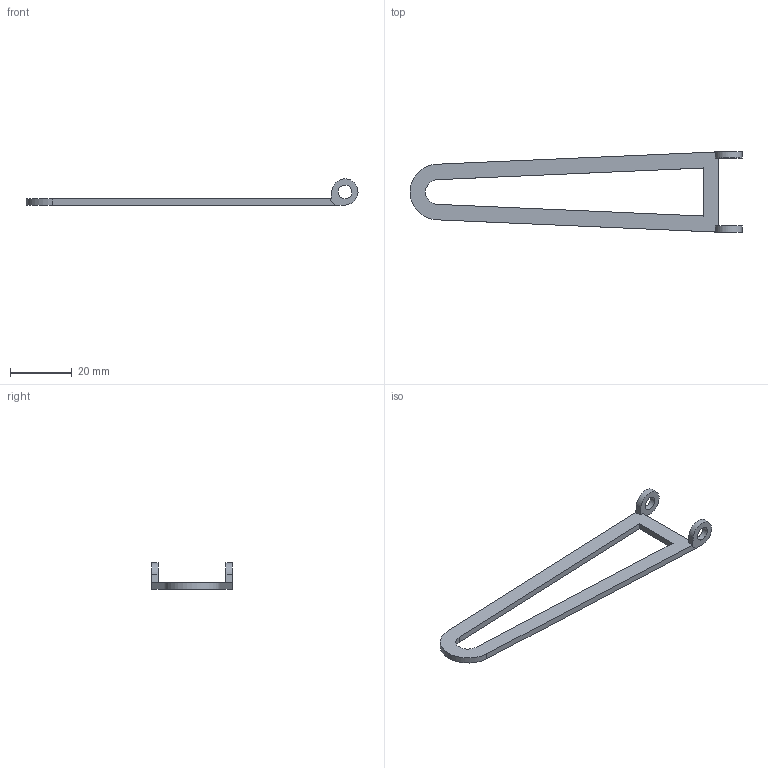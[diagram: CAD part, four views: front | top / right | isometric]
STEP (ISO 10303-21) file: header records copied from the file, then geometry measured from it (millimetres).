
FILE_DESCRIPTION(/* description */ (''),/* implementation_level */ '2;1');
FILE_NAME(/* name */ '167f885c-3acd-419d-a39c-433ecb6a9856.stp',/* time_stamp */ '2015-10-06T16:44:55-05:00',/* author */ (''),/* organization */ (''),/* preprocessor_version */ 'ST-DEVELOPER v16.1',/* originating_system */ 'Autodesk Translation Framework v4.1.0.1560',/* authorisation */ '');
FILE_SCHEMA (('AUTOMOTIVE_DESIGN { 1 0 10303 214 3 1 1 }'));
Length unit declared in the file: centimetre
Products named in the file (1): top-mouth-10cm
Bounding box: 107.44 x 26 x 8.5 mm (x, y, z)
Volume: 2355.8 mm3; surface area: 3374.2 mm2
Topology: 1 solids, 1 shells, 24 faces, 66 edges, 44 vertices
Faces by surface type: plane 18, cylinder 6
Full cylindrical faces by diameter (mm): 4.46 x2
Entity records: 788 total; most frequent: CARTESIAN_POINT 133, ORIENTED_EDGE 128, DIRECTION 126, EDGE_CURVE 64, LINE 52, VECTOR 52, VERTEX_POINT 44, AXIS2_PLACEMENT_3D 37
